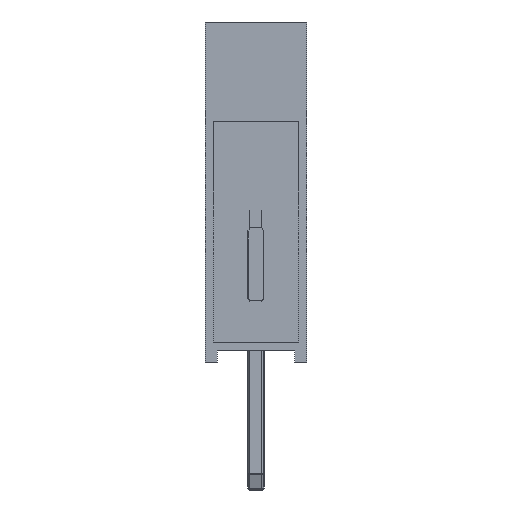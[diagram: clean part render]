
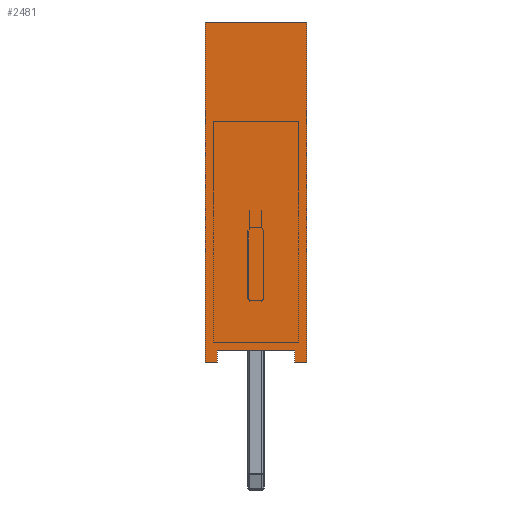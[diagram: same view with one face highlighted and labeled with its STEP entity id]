
A CAD part, left-side view. The second image highlights one B-rep face of the part: STEP entity #2481.
In plain terms, the highlighted planar face has unit normal (-1, 0, 0).
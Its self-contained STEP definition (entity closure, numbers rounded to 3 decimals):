
#385=FACE_OUTER_BOUND('',#536,.T.);
#536=EDGE_LOOP('',(#1637,#1638,#1639,#1640,#1641,#1642,#1643,#1644));
#702=LINE('',#3878,#888);
#704=LINE('',#3884,#890);
#707=LINE('',#3889,#893);
#712=LINE('',#3903,#898);
#713=LINE('',#3906,#899);
#716=LINE('',#3912,#902);
#717=LINE('',#3914,#903);
#718=LINE('',#3915,#904);
#888=VECTOR('',#3030,10.);
#890=VECTOR('',#3034,10.);
#893=VECTOR('',#3039,10.);
#898=VECTOR('',#3054,10.);
#899=VECTOR('',#3057,10.);
#902=VECTOR('',#3062,10.);
#903=VECTOR('',#3063,10.);
#904=VECTOR('',#3064,10.);
#1072=VERTEX_POINT('',#3872);
#1074=VERTEX_POINT('',#3876);
#1075=VERTEX_POINT('',#3880);
#1077=VERTEX_POINT('',#3883);
#1082=VERTEX_POINT('',#3901);
#1083=VERTEX_POINT('',#3905);
#1085=VERTEX_POINT('',#3911);
#1086=VERTEX_POINT('',#3913);
#1270=EDGE_CURVE('',#1072,#1074,#702,.T.);
#1272=EDGE_CURVE('',#1077,#1075,#704,.T.);
#1275=EDGE_CURVE('',#1074,#1077,#707,.T.);
#1284=EDGE_CURVE('',#1075,#1082,#712,.T.);
#1285=EDGE_CURVE('',#1083,#1072,#713,.T.);
#1288=EDGE_CURVE('',#1082,#1085,#716,.T.);
#1289=EDGE_CURVE('',#1086,#1085,#717,.T.);
#1290=EDGE_CURVE('',#1083,#1086,#718,.T.);
#1637=ORIENTED_EDGE('',*,*,#1270,.T.);
#1638=ORIENTED_EDGE('',*,*,#1275,.T.);
#1639=ORIENTED_EDGE('',*,*,#1272,.T.);
#1640=ORIENTED_EDGE('',*,*,#1284,.T.);
#1641=ORIENTED_EDGE('',*,*,#1288,.T.);
#1642=ORIENTED_EDGE('',*,*,#1289,.F.);
#1643=ORIENTED_EDGE('',*,*,#1290,.F.);
#1644=ORIENTED_EDGE('',*,*,#1285,.T.);
#2285=PLANE('',#2689);
#2481=ADVANCED_FACE('',(#385),#2285,.T.);
#2689=AXIS2_PLACEMENT_3D('',#3910,#3060,#3061);
#3030=DIRECTION('',(0.,0.,1.));
#3034=DIRECTION('',(0.,0.,-1.));
#3039=DIRECTION('',(0.,-1.,0.));
#3054=DIRECTION('',(0.,-1.,0.));
#3057=DIRECTION('',(0.,-1.,0.));
#3060=DIRECTION('center_axis',(-1.,0.,0.));
#3061=DIRECTION('ref_axis',(0.,-1.,0.));
#3062=DIRECTION('',(0.,0.,1.));
#3063=DIRECTION('',(0.,-1.,0.));
#3064=DIRECTION('',(0.,0.,1.));
#3872=CARTESIAN_POINT('',(-1.27,0.97,0.));
#3876=CARTESIAN_POINT('',(-1.27,0.97,0.3));
#3878=CARTESIAN_POINT('',(-1.27,0.97,0.));
#3880=CARTESIAN_POINT('',(-1.27,-0.97,0.));
#3883=CARTESIAN_POINT('',(-1.27,-0.97,0.3));
#3884=CARTESIAN_POINT('',(-1.27,-0.97,0.));
#3889=CARTESIAN_POINT('',(-1.27,0.635,0.3));
#3901=CARTESIAN_POINT('',(-1.27,-1.27,0.));
#3903=CARTESIAN_POINT('',(-1.27,1.27,0.));
#3905=CARTESIAN_POINT('',(-1.27,1.27,0.));
#3906=CARTESIAN_POINT('',(-1.27,1.27,0.));
#3910=CARTESIAN_POINT('Origin',(-1.27,1.27,0.));
#3911=CARTESIAN_POINT('',(-1.27,-1.27,8.5));
#3912=CARTESIAN_POINT('',(-1.27,-1.27,0.));
#3913=CARTESIAN_POINT('',(-1.27,1.27,8.5));
#3914=CARTESIAN_POINT('',(-1.27,1.27,8.5));
#3915=CARTESIAN_POINT('',(-1.27,1.27,0.));
